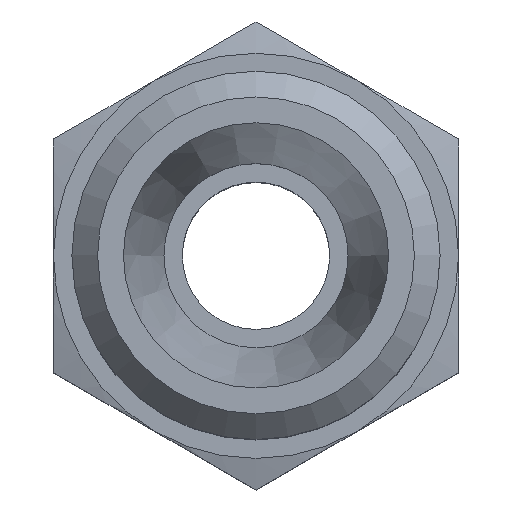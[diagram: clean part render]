
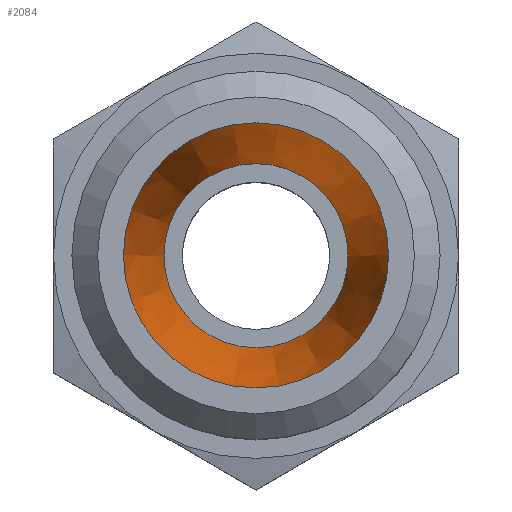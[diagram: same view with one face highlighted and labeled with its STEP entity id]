
A CAD part, top view. The second image highlights one B-rep face of the part: STEP entity #2084.
In plain terms, the highlighted conical face has half-angle 12 degrees and reference radius 3.6 mm.
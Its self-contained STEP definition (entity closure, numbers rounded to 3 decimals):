
#2057=CARTESIAN_POINT('',(0.0,0.0,20.0));
#2058=DIRECTION('',(0.0,0.0,1.0));
#2059=DIRECTION('',(-1.0,0.0,0.0));
#2060=AXIS2_PLACEMENT_3D('',#2057,#2058,#2059);
#2061=CONICAL_SURFACE('',#2060,3.6,12.0);
#2062=CARTESIAN_POINT('',(-2.5,0.,14.825));
#2063=VERTEX_POINT('',#2062);
#2064=CARTESIAN_POINT('',(0.0,0.0,14.825));
#2065=DIRECTION('',(0.0,0.0,1.0));
#2066=DIRECTION('',(1.0,0.0,0.0));
#2067=AXIS2_PLACEMENT_3D('',#2064,#2065,#2066);
#2068=CIRCLE('',#2067,2.5);
#2069=EDGE_CURVE('',#2063,#2063,#2068,.T.);
#2070=ORIENTED_EDGE('',*,*,#2069,.F.);
#2071=EDGE_LOOP('',(#2070));
#2072=FACE_OUTER_BOUND('',#2071,.T.);
#2073=CARTESIAN_POINT('',(3.6,0.,20.0));
#2074=VERTEX_POINT('',#2073);
#2075=CARTESIAN_POINT('',(0.0,0.0,20.0));
#2076=DIRECTION('',(0.0,0.0,-1.0));
#2077=DIRECTION('',(-1.0,0.0,0.0));
#2078=AXIS2_PLACEMENT_3D('',#2075,#2076,#2077);
#2079=CIRCLE('',#2078,3.6);
#2080=EDGE_CURVE('',#2074,#2074,#2079,.T.);
#2081=ORIENTED_EDGE('',*,*,#2080,.F.);
#2082=EDGE_LOOP('',(#2081));
#2083=FACE_BOUND('',#2082,.T.);
#2084=ADVANCED_FACE('',(#2072,#2083),#2061,.F.);
